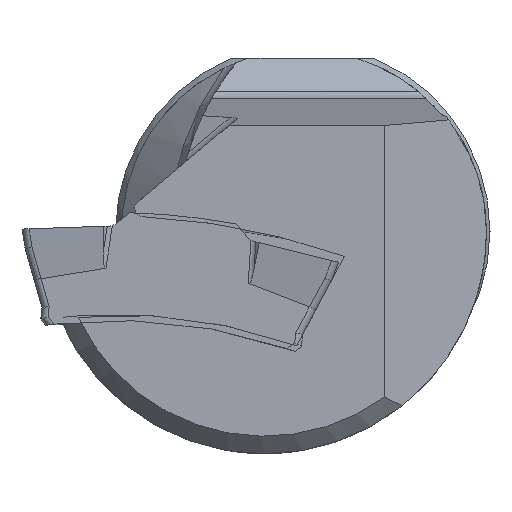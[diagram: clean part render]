
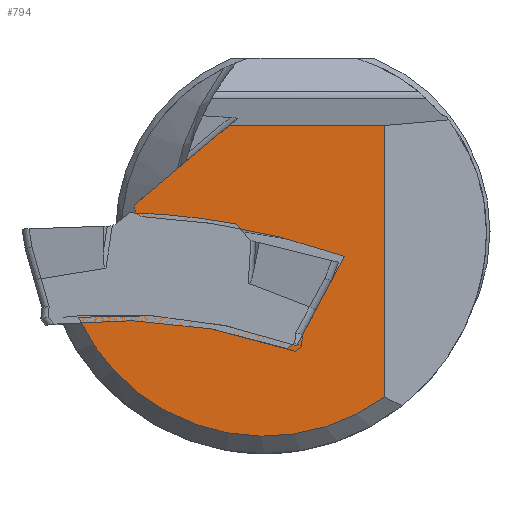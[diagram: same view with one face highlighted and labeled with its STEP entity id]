
A CAD part, left-side view. The second image highlights one B-rep face of the part: STEP entity #794.
In plain terms, the highlighted planar face has unit normal (-1, 0, 0).
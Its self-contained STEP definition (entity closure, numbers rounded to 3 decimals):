
#730=PLANE('',#2276);
#794=ADVANCED_FACE('',(#918),#730,.T.);
#918=FACE_OUTER_BOUND('',#1002,.T.);
#1002=EDGE_LOOP('',(#1573,#1574,#1575,#1576,#1577,#1578,#1579,#1580));
#1121=LINE('',#3158,#1234);
#1122=LINE('',#3160,#1235);
#1123=LINE('',#3162,#1236);
#1124=LINE('',#3168,#1237);
#1234=VECTOR('',#2626,1.);
#1235=VECTOR('',#2627,1.);
#1236=VECTOR('',#2628,1.);
#1237=VECTOR('',#2633,1.);
#1274=CIRCLE('',#2272,23.);
#1275=CIRCLE('',#2273,8.75);
#1276=CIRCLE('',#2274,0.4);
#1277=CIRCLE('',#2275,30.);
#1573=ORIENTED_EDGE('',*,*,#2047,.T.);
#1574=ORIENTED_EDGE('',*,*,#2048,.F.);
#1575=ORIENTED_EDGE('',*,*,#2049,.T.);
#1576=ORIENTED_EDGE('',*,*,#2050,.F.);
#1577=ORIENTED_EDGE('',*,*,#2051,.F.);
#1578=ORIENTED_EDGE('',*,*,#2052,.T.);
#1579=ORIENTED_EDGE('',*,*,#2053,.T.);
#1580=ORIENTED_EDGE('',*,*,#2054,.T.);
#1849=VERTEX_POINT('',#3154);
#1850=VERTEX_POINT('',#3155);
#1851=VERTEX_POINT('',#3157);
#1852=VERTEX_POINT('',#3159);
#1853=VERTEX_POINT('',#3161);
#1854=VERTEX_POINT('',#3163);
#1855=VERTEX_POINT('',#3165);
#1856=VERTEX_POINT('',#3167);
#2047=EDGE_CURVE('',#1849,#1850,#1274,.T.);
#2048=EDGE_CURVE('',#1851,#1850,#1275,.T.);
#2049=EDGE_CURVE('',#1851,#1852,#1121,.T.);
#2050=EDGE_CURVE('',#1853,#1852,#1122,.T.);
#2051=EDGE_CURVE('',#1854,#1853,#1123,.T.);
#2052=EDGE_CURVE('',#1854,#1855,#1276,.T.);
#2053=EDGE_CURVE('',#1855,#1856,#1277,.T.);
#2054=EDGE_CURVE('',#1856,#1849,#1124,.T.);
#2272=AXIS2_PLACEMENT_3D('',#3153,#2622,#2623);
#2273=AXIS2_PLACEMENT_3D('',#3156,#2624,#2625);
#2274=AXIS2_PLACEMENT_3D('',#3164,#2629,#2630);
#2275=AXIS2_PLACEMENT_3D('',#3166,#2631,#2632);
#2276=AXIS2_PLACEMENT_3D('',#3169,#2634,#2635);
#2622=DIRECTION('',(-1.,0.,0.));
#2623=DIRECTION('',(0.,0.,1.));
#2624=DIRECTION('',(1.,0.,0.));
#2625=DIRECTION('',(0.,0.,1.));
#2626=DIRECTION('',(0.,0.,1.));
#2627=DIRECTION('',(0.,-1.,0.));
#2628=DIRECTION('',(0.,-0.766,0.643));
#2629=DIRECTION('',(-1.,0.,0.));
#2630=DIRECTION('',(0.,0.,1.));
#2631=DIRECTION('',(1.,0.,0.));
#2632=DIRECTION('',(0.,0.,1.));
#2633=DIRECTION('',(0.,0.469,-0.883));
#2634=DIRECTION('',(-1.,0.,0.));
#2635=DIRECTION('',(0.,0.,1.));
#3153=CARTESIAN_POINT('',(0.3,7.964,-26.554));
#3154=CARTESIAN_POINT('',(0.3,0.256,-4.884));
#3155=CARTESIAN_POINT('',(0.3,9.619,-3.614));
#3156=CARTESIAN_POINT('',(0.3,1.65,0.));
#3157=CARTESIAN_POINT('',(0.3,-3.5,-7.074));
#3158=CARTESIAN_POINT('',(0.3,-3.5,-199.61));
#3159=CARTESIAN_POINT('',(0.3,-3.5,4.526));
#3160=CARTESIAN_POINT('',(0.3,1.5,4.526));
#3161=CARTESIAN_POINT('',(0.3,3.152,4.526));
#3162=CARTESIAN_POINT('',(0.3,4.411,3.47));
#3163=CARTESIAN_POINT('',(0.3,7.153,1.169));
#3164=CARTESIAN_POINT('',(0.3,6.78,1.025));
#3165=CARTESIAN_POINT('',(0.3,6.799,0.626));
#3166=CARTESIAN_POINT('',(0.3,8.257,-29.339));
#3167=CARTESIAN_POINT('',(0.3,-1.775,-1.066));
#3168=CARTESIAN_POINT('',(0.3,-1.495,-1.592));
#3169=CARTESIAN_POINT('',(0.3,1.5,0.));
